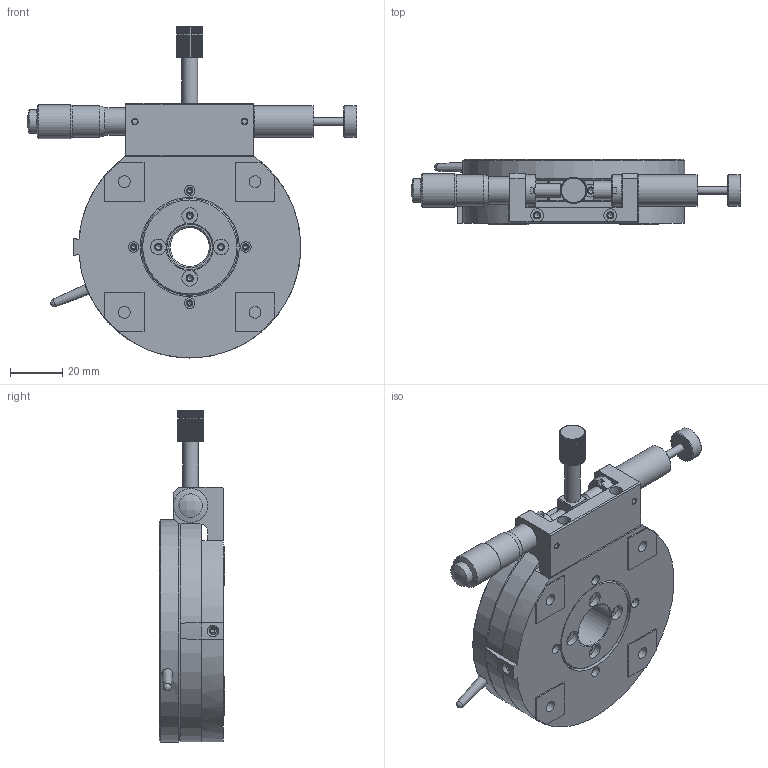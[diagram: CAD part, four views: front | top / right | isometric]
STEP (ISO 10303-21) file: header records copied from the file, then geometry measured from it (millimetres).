
FILE_DESCRIPTION (( 'STEP AP203' ), '1' );
FILE_NAME ('528967.STEP', '2024-11-12T07:04:24', ( 'Windows User' ), ( 'P R C' ), 'SwSTEP 2.0', 'SolidWorks 2020', '' );
FILE_SCHEMA (( 'CONFIG_CONTROL_DESIGN' ));
Length unit declared in the file: millimetre
Products named in the file (1): 528967
Bounding box: 126.25 x 25 x 127.1 mm (x, y, z)
Surface area: 53795.2 mm2 (no closed solid volume)
Topology: 0 solids, 6 shells, 528 faces, 1283 edges, 805 vertices
Faces by surface type: plane 233, cylinder 155, cone 137, bspline 3
Full cylindrical faces by diameter (mm): 1.567 x9, 2.013 x10, 2.5 x5, 2.8 x8, 3 x3, 3.242 x8, 4 x4, 4.5 x4, 5 x5, 6 x5, 7 x1, 8 x4, 8.5 x5, 8.888 x1, 8.96 x2, 9 x1, 9.5 x5, 10.5 x1, 12 x5, 13 x1, 14.917 x1, 17.5 x1, 37 x1, 38 x1, 48 x1, 48.5 x1, 58.501 x1, 59 x1, 59.001 x2, 85.001 x1
Entity records: 14387 total; most frequent: CARTESIAN_POINT 2935, DIRECTION 2402, ORIENTED_EDGE 2085, EDGE_CURVE 1043, AXIS2_PLACEMENT_3D 970, EDGE_LOOP 783, VERTEX_POINT 741, FACE_OUTER_BOUND 626
